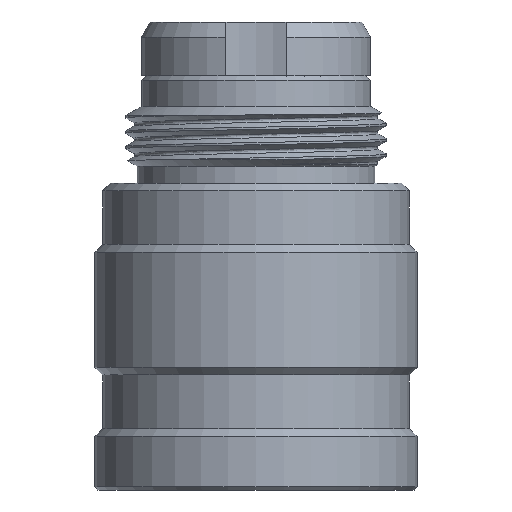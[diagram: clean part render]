
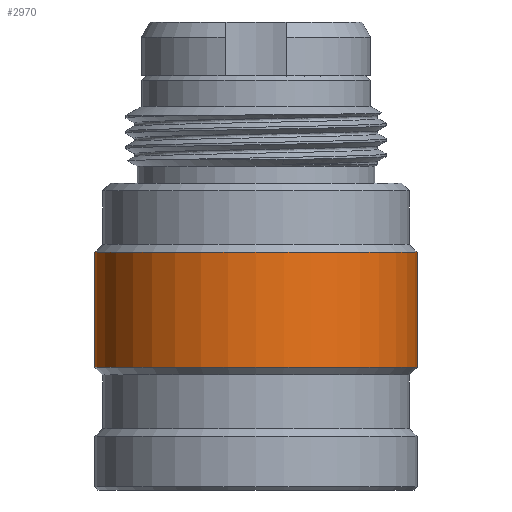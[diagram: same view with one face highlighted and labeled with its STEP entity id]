
A CAD part, left-side view. The second image highlights one B-rep face of the part: STEP entity #2970.
In plain terms, the highlighted cylindrical face has radius 10.5 mm (diameter 21 mm), a partial arc.
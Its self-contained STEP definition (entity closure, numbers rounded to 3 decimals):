
#144=DIRECTION('',(-1.,0.,0.));
#145=VECTOR('',#144,7.5);
#146=CARTESIAN_POINT('',(19.,10.5,0.));
#147=LINE('17',#146,#145);
#148=DIRECTION('',(-1.,0.,0.));
#149=VECTOR('',#148,7.5);
#150=CARTESIAN_POINT('',(19.,-10.5,0.));
#151=LINE('34',#150,#149);
#152=CARTESIAN_POINT('',(19.,0.,0.));
#153=DIRECTION('',(-1.,0.,0.));
#154=DIRECTION('',(0.,1.,0.));
#155=AXIS2_PLACEMENT_3D('',#152,#153,#154);
#175=CARTESIAN_POINT('',(11.5,0.,0.));
#176=DIRECTION('',(-1.,0.,0.));
#177=DIRECTION('',(0.,1.,0.));
#178=AXIS2_PLACEMENT_3D('',#175,#176,#177);
#2647=CARTESIAN_POINT('',(19.,10.5,0.));
#2648=VERTEX_POINT('',#2647);
#2649=CARTESIAN_POINT('',(11.5,10.5,0.));
#2650=VERTEX_POINT('',#2649);
#2663=CARTESIAN_POINT('',(19.,-10.5,0.));
#2664=VERTEX_POINT('',#2663);
#2665=CARTESIAN_POINT('',(11.5,-10.5,0.));
#2666=VERTEX_POINT('',#2665);
#2956=CARTESIAN_POINT('',(-1.35,0.,0.));
#2957=DIRECTION('',(1.,0.,0.));
#2958=DIRECTION('',(0.,-1.,0.));
#2959=AXIS2_PLACEMENT_3D('',#2956,#2957,#2958);
#2960=CYLINDRICAL_SURFACE('122',#2959,10.5);
#2962=ORIENTED_EDGE('17',*,*,#2961,.T.);
#2964=ORIENTED_EDGE('125',*,*,#2963,.T.);
#2966=ORIENTED_EDGE('34',*,*,#2965,.F.);
#2967=ORIENTED_EDGE('123',*,*,#2949,.F.);
#2968=EDGE_LOOP('122',(#2962,#2964,#2966,#2967));
#2969=FACE_OUTER_BOUND('122',#2968,.F.);
#156=CIRCLE('123',#155,10.5);
#179=CIRCLE('125',#178,10.5);
#2949=EDGE_CURVE('123',#2648,#2664,#156,.T.);
#2961=EDGE_CURVE('17',#2648,#2650,#147,.T.);
#2963=EDGE_CURVE('125',#2650,#2666,#179,.T.);
#2965=EDGE_CURVE('34',#2664,#2666,#151,.T.);
#2970=ADVANCED_FACE('122',(#2969),#2960,.T.);
